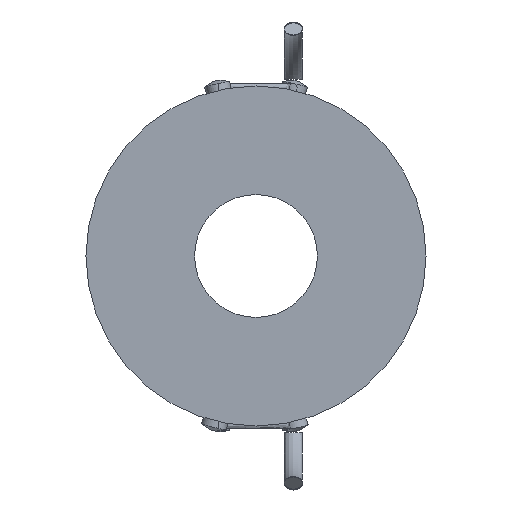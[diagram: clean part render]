
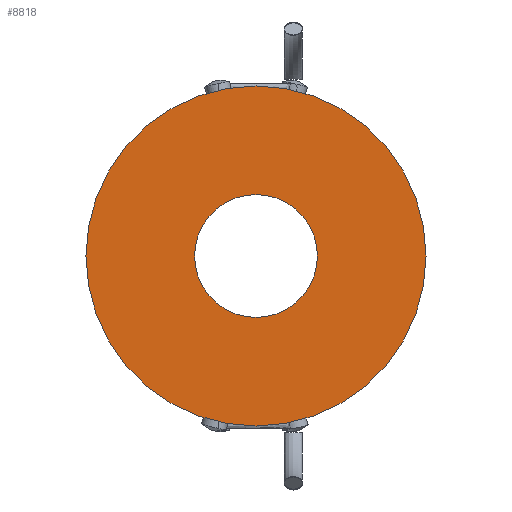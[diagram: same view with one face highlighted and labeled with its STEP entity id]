
A CAD part, front view. The second image highlights one B-rep face of the part: STEP entity #8818.
In plain terms, the highlighted planar face has unit normal (0, -1, 0).
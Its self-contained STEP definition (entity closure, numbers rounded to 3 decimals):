
#245 = EDGE_CURVE ( 'NONE', #1653, #6308, #3792, .T. ) ;
#405 = FACE_BOUND ( 'NONE', #9795, .T. ) ;
#492 = CARTESIAN_POINT ( 'NONE',  ( 0., -0.5, -1.5 ) ) ;
#598 = ORIENTED_EDGE ( 'NONE', *, *, #245, .F. ) ;
#681 = CARTESIAN_POINT ( 'NONE',  ( 0., -0.5, 0. ) ) ;
#810 = CARTESIAN_POINT ( 'NONE',  ( 0., -0.5, 0. ) ) ;
#875 = AXIS2_PLACEMENT_3D ( 'NONE', #681, #3006, #8415 ) ;
#1212 = VERTEX_POINT ( 'NONE', #5223 ) ;
#1603 = DIRECTION ( 'NONE',  ( 0., 0., -1. ) ) ;
#1653 = VERTEX_POINT ( 'NONE', #2268 ) ;
#1801 = CIRCLE ( 'NONE', #7076, 1.5 ) ;
#1979 = EDGE_CURVE ( 'NONE', #8039, #1212, #8428, .T. ) ;
#2035 = DIRECTION ( 'NONE',  ( 0., -1., 0. ) ) ;
#2268 = CARTESIAN_POINT ( 'NONE',  ( 0., -0.5, 1.5 ) ) ;
#2443 = FACE_OUTER_BOUND ( 'NONE', #5670, .T. ) ;
#2643 = CIRCLE ( 'NONE', #4312, 4.15 ) ;
#2817 = CARTESIAN_POINT ( 'NONE',  ( 0., -0.5, 0. ) ) ;
#3006 = DIRECTION ( 'NONE',  ( 0., -1., 0. ) ) ;
#3120 = ORIENTED_EDGE ( 'NONE', *, *, #3790, .T. ) ;
#3591 = DIRECTION ( 'NONE',  ( 0., 0., -1. ) ) ;
#3663 = EDGE_CURVE ( 'NONE', #6308, #1653, #1801, .T. ) ;
#3790 = EDGE_CURVE ( 'NONE', #1212, #8039, #2643, .T. ) ;
#3792 = CIRCLE ( 'NONE', #7024, 1.5 ) ;
#4128 = CARTESIAN_POINT ( 'NONE',  ( 0., -0.5, 0. ) ) ;
#4312 = AXIS2_PLACEMENT_3D ( 'NONE', #4128, #9541, #4911 ) ;
#4911 = DIRECTION ( 'NONE',  ( 0., 0., -1. ) ) ;
#5223 = CARTESIAN_POINT ( 'NONE',  ( 0., -0.5, -4.15 ) ) ;
#5670 = EDGE_LOOP ( 'NONE', ( #9812, #3120 ) ) ;
#6220 = DIRECTION ( 'NONE',  ( 0., -1., 0. ) ) ;
#6308 = VERTEX_POINT ( 'NONE', #492 ) ;
#6683 = CARTESIAN_POINT ( 'NONE',  ( 0., -0.5, 0. ) ) ;
#7024 = AXIS2_PLACEMENT_3D ( 'NONE', #810, #6220, #1603 ) ;
#7076 = AXIS2_PLACEMENT_3D ( 'NONE', #6683, #2035, #7448 ) ;
#7352 = ORIENTED_EDGE ( 'NONE', *, *, #3663, .F. ) ;
#7448 = DIRECTION ( 'NONE',  ( 0., 0., -1. ) ) ;
#7645 = PLANE ( 'NONE',  #875 ) ;
#8039 = VERTEX_POINT ( 'NONE', #9849 ) ;
#8224 = DIRECTION ( 'NONE',  ( 0., -1., 0. ) ) ;
#8415 = DIRECTION ( 'NONE',  ( 0., 0., -1. ) ) ;
#8428 = CIRCLE ( 'NONE', #8804, 4.15 ) ;
#8804 = AXIS2_PLACEMENT_3D ( 'NONE', #2817, #8224, #3591 ) ;
#8818 = ADVANCED_FACE ( 'NONE', ( #405, #2443 ), #7645, .T. ) ;
#9541 = DIRECTION ( 'NONE',  ( 0., -1., 0. ) ) ;
#9795 = EDGE_LOOP ( 'NONE', ( #598, #7352 ) ) ;
#9812 = ORIENTED_EDGE ( 'NONE', *, *, #1979, .T. ) ;
#9849 = CARTESIAN_POINT ( 'NONE',  ( 0., -0.5, 4.15 ) ) ;
